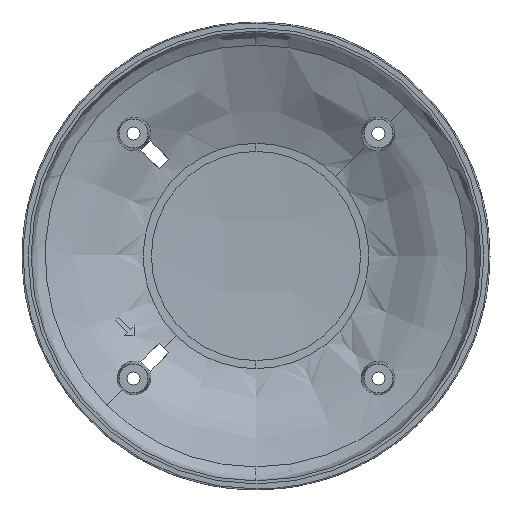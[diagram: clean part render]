
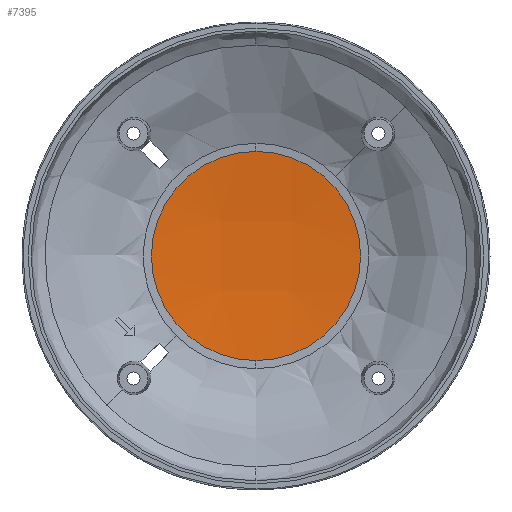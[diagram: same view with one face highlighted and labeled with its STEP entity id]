
A CAD part, front view. The second image highlights one B-rep face of the part: STEP entity #7395.
In plain terms, the highlighted free-form (B-spline) face has degree [3, 3] with [4, 4] control points.
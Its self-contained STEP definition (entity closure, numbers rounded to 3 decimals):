
#115 = CIRCLE ( 'NONE', #2091, 51.842 ) ;
#799 = VERTEX_POINT ( 'NONE', #6766 ) ;
#846 = VERTEX_POINT ( 'NONE', #6557 ) ;
#947 = CIRCLE ( 'NONE', #2180, 51.842 ) ;
#1208 = EDGE_LOOP ( 'NONE', ( #1240, #1238 ) ) ;
#1238 = ORIENTED_EDGE ( 'NONE', *, *, #1810, .F. ) ;
#1240 = ORIENTED_EDGE ( 'NONE', *, *, #1943, .F. ) ;
#1700 = FACE_OUTER_BOUND ( 'NONE', #1208, .T. ) ;
#1810 = EDGE_CURVE ( 'NONE', #846, #799, #947, .T. ) ;
#1943 = EDGE_CURVE ( 'NONE', #799, #846, #115, .T. ) ;
#2091 = AXIS2_PLACEMENT_3D ( 'NONE', #2415, #2416, #2417 ) ;
#2180 = AXIS2_PLACEMENT_3D ( 'NONE', #7948, #7949, #7950 ) ;
#2415 = CARTESIAN_POINT ( 'NONE',  ( 690., -107.305, 90. ) ) ;
#2416 = DIRECTION ( 'NONE',  ( 0., 1., 0. ) ) ;
#2417 = DIRECTION ( 'NONE',  ( 0., 0., -1. ) ) ;
#4612 = CARTESIAN_POINT ( 'NONE',  ( 672.553, -106.511, 37.536 ) ) ;
#4620 = CARTESIAN_POINT ( 'NONE',  ( 637.601, -109.895, 37.536 ) ) ;
#4622 = CARTESIAN_POINT ( 'NONE',  ( 707.669, -106.519, 37.536 ) ) ;
#4623 = CARTESIAN_POINT ( 'NONE',  ( 742.62, -109.917, 37.536 ) ) ;
#4624 = CARTESIAN_POINT ( 'NONE',  ( 637.275, -106.532, 72.562 ) ) ;
#4625 = CARTESIAN_POINT ( 'NONE',  ( 672.445, -103.127, 72.562 ) ) ;
#4626 = CARTESIAN_POINT ( 'NONE',  ( 707.779, -103.134, 72.562 ) ) ;
#4627 = CARTESIAN_POINT ( 'NONE',  ( 742.947, -106.553, 72.562 ) ) ;
#4628 = CARTESIAN_POINT ( 'NONE',  ( 637.276, -106.542, 107.752 ) ) ;
#4629 = CARTESIAN_POINT ( 'NONE',  ( 672.445, -103.137, 107.752 ) ) ;
#4630 = CARTESIAN_POINT ( 'NONE',  ( 707.778, -103.144, 107.752 ) ) ;
#4631 = CARTESIAN_POINT ( 'NONE',  ( 742.946, -106.563, 107.752 ) ) ;
#4632 = CARTESIAN_POINT ( 'NONE',  ( 637.603, -109.925, 142.777 ) ) ;
#4633 = CARTESIAN_POINT ( 'NONE',  ( 672.554, -106.542, 142.777 ) ) ;
#4634 = CARTESIAN_POINT ( 'NONE',  ( 707.668, -106.549, 142.777 ) ) ;
#4635 = CARTESIAN_POINT ( 'NONE',  ( 742.617, -109.947, 142.777 ) ) ;
#6557 = CARTESIAN_POINT ( 'NONE',  ( 690., -107.305, 141.842 ) ) ;
#6766 = CARTESIAN_POINT ( 'NONE',  ( 690., -107.305, 38.158 ) ) ;
#7395 = ADVANCED_FACE ( 'NONE', ( #1700 ), #7479, .F. ) ;
#7479 =( BOUNDED_SURFACE ( )  B_SPLINE_SURFACE ( 3, 3, ( 
 ( #4620, #4612, #4622, #4623 ),
 ( #4624, #4625, #4626, #4627 ),
 ( #4628, #4629, #4630, #4631 ),
 ( #4632, #4633, #4634, #4635 ) ),
 .UNSPECIFIED., .F., .F., .F. ) 
 B_SPLINE_SURFACE_WITH_KNOTS ( ( 4, 4 ),
 ( 4, 4 ),
 ( 0., 1. ),
 ( 0., 1. ),
 .UNSPECIFIED. ) 
 GEOMETRIC_REPRESENTATION_ITEM ( )  RATIONAL_B_SPLINE_SURFACE ( (
 ( 1., 0.997, 0.997, 1.),
 ( 0.997, 0.994, 0.994, 0.997),
 ( 0.997, 0.994, 0.994, 0.997),
 ( 1., 0.997, 0.997, 1.) ) ) 
 REPRESENTATION_ITEM ( '' )  SURFACE ( )  );
#7948 = CARTESIAN_POINT ( 'NONE',  ( 690., -107.305, 90. ) ) ;
#7949 = DIRECTION ( 'NONE',  ( 0., 1., 0. ) ) ;
#7950 = DIRECTION ( 'NONE',  ( 0., 0., -1. ) ) ;
